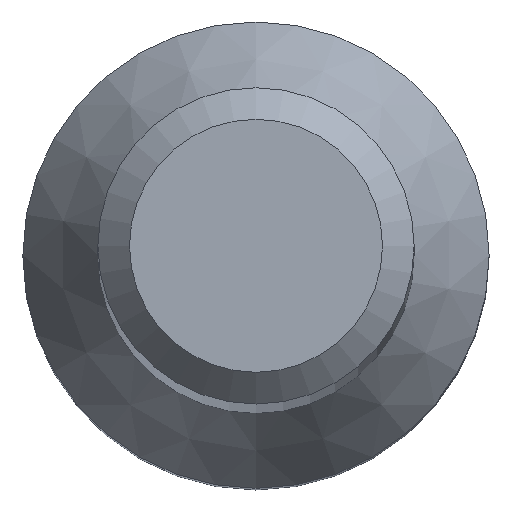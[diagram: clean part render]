
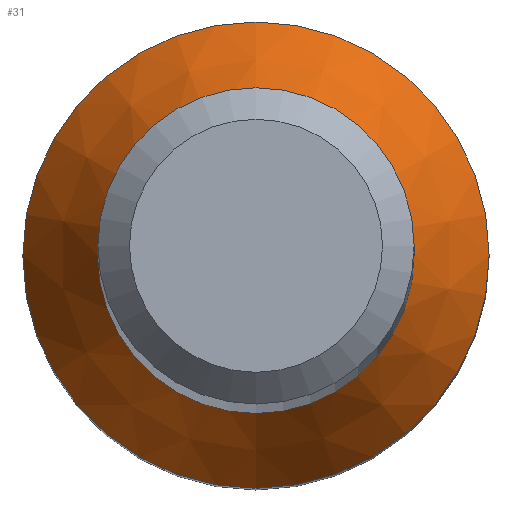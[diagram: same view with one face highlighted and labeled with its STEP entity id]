
A CAD part, top view. The second image highlights one B-rep face of the part: STEP entity #31.
In plain terms, the highlighted conical face has half-angle 30 degrees and reference radius 2.949 mm.
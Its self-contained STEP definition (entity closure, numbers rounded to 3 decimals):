
#1 = DIRECTION ( 'NONE',  ( 0., 0., -1. ) ) ;
#4 = ORIENTED_EDGE ( 'NONE', *, *, #106, .F. ) ;
#21 = EDGE_LOOP ( 'NONE', ( #152 ) ) ;
#31 = ADVANCED_FACE ( 'NONE', ( #145, #88 ), #127, .T. ) ;
#43 = DIRECTION ( 'NONE',  ( 0., 1., 0. ) ) ;
#50 = CARTESIAN_POINT ( 'NONE',  ( 0., 2.949, 12.348 ) ) ;
#53 = CARTESIAN_POINT ( 'NONE',  ( 0., 2., 13.992 ) ) ;
#82 = CARTESIAN_POINT ( 'NONE',  ( 0., 0., 12.348 ) ) ;
#88 = FACE_OUTER_BOUND ( 'NONE', #167, .T. ) ;
#91 = DIRECTION ( 'NONE',  ( 0., 1., 0. ) ) ;
#96 = CIRCLE ( 'NONE', #227, 2.949 ) ;
#106 = EDGE_CURVE ( 'NONE', #147, #147, #96, .T. ) ;
#123 = DIRECTION ( 'NONE',  ( 0., 1., 0. ) ) ;
#124 = DIRECTION ( 'NONE',  ( 0., 0., -1. ) ) ;
#127 = CONICAL_SURFACE ( 'NONE', #140, 2.949, 0.524 ) ;
#140 = AXIS2_PLACEMENT_3D ( 'NONE', #159, #209, #123 ) ;
#145 = FACE_BOUND ( 'NONE', #21, .T. ) ;
#147 = VERTEX_POINT ( 'NONE', #50 ) ;
#150 = CIRCLE ( 'NONE', #186, 2. ) ;
#152 = ORIENTED_EDGE ( 'NONE', *, *, #193, .T. ) ;
#159 = CARTESIAN_POINT ( 'NONE',  ( 0., 0., 12.348 ) ) ;
#167 = EDGE_LOOP ( 'NONE', ( #4 ) ) ;
#172 = CARTESIAN_POINT ( 'NONE',  ( 0., 0., 13.992 ) ) ;
#186 = AXIS2_PLACEMENT_3D ( 'NONE', #172, #1, #91 ) ;
#193 = EDGE_CURVE ( 'NONE', #215, #215, #150, .T. ) ;
#209 = DIRECTION ( 'NONE',  ( 0., 0., -1. ) ) ;
#215 = VERTEX_POINT ( 'NONE', #53 ) ;
#227 = AXIS2_PLACEMENT_3D ( 'NONE', #82, #124, #43 ) ;
